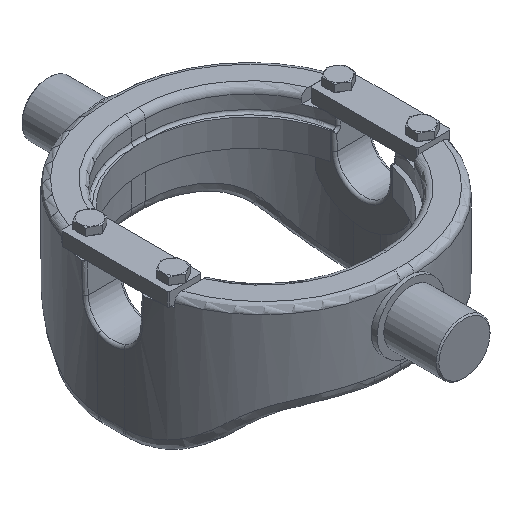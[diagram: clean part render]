
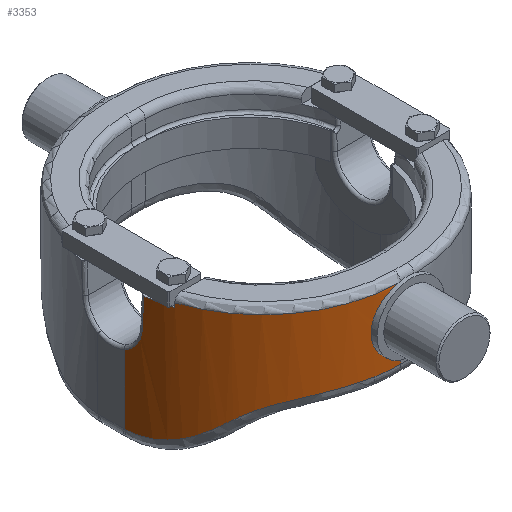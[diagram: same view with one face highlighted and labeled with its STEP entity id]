
A CAD part, isometric view. The second image highlights one B-rep face of the part: STEP entity #3353.
In plain terms, the highlighted cylindrical face has radius 102.5 mm (diameter 205 mm), a partial arc.
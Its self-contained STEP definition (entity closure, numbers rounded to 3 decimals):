
#414=B_SPLINE_CURVE_WITH_KNOTS('',3,(#4995,#4996,#4997,#4998,#4999,#5000,
#5001,#5002),.UNSPECIFIED.,.F.,.F.,(4,1,1,1,1,4),(0.,0.006,
0.009,0.012,0.017,0.023),
 .UNSPECIFIED.);
#415=B_SPLINE_CURVE_WITH_KNOTS('',3,(#5006,#5007,#5008,#5009,#5010,#5011,
#5012,#5013,#5014),.UNSPECIFIED.,.F.,.F.,(4,1,1,1,1,1,4),(0.,0.014,
0.021,0.029,0.043,0.05,
0.057),.UNSPECIFIED.);
#416=B_SPLINE_CURVE_WITH_KNOTS('',3,(#5018,#5019,#5020,#5021,#5022,#5023,
#5024,#5025,#5026,#5027),.UNSPECIFIED.,.F.,.F.,(4,1,1,1,1,1,1,4),(0.,0.01,
0.02,0.029,0.039,0.049,
0.059,0.078),.UNSPECIFIED.);
#417=B_SPLINE_CURVE_WITH_KNOTS('',3,(#5033,#5034,#5035,#5036,#5037,#5038,
#5039,#5040,#5041,#5042,#5043,#5044,#5045,#5046,#5047,#5048,#5049,#5050,
#5051),.UNSPECIFIED.,.F.,.F.,(4,1,1,1,1,1,1,1,1,1,1,1,1,1,1,1,4),(0.002,
0.006,0.01,0.014,0.019,
0.023,0.027,0.031,0.035,
0.039,0.043,0.048,0.052,
0.056,0.06,0.064,0.068),
 .UNSPECIFIED.);
#506=ELLIPSE('',#3596,2304.109,102.5);
#507=ELLIPSE('',#3597,133.405,102.5);
#556=LINE('',#4989,#708);
#557=LINE('',#5004,#709);
#558=LINE('',#5031,#710);
#708=VECTOR('',#4033,1000.);
#709=VECTOR('',#4038,1000.);
#710=VECTOR('',#4043,1000.);
#949=ORIENTED_EDGE('',*,*,#1885,.T.);
#950=ORIENTED_EDGE('',*,*,#1886,.T.);
#951=ORIENTED_EDGE('',*,*,#1887,.F.);
#952=ORIENTED_EDGE('',*,*,#1888,.T.);
#953=ORIENTED_EDGE('',*,*,#1889,.T.);
#954=ORIENTED_EDGE('',*,*,#1890,.F.);
#955=ORIENTED_EDGE('',*,*,#1891,.T.);
#956=ORIENTED_EDGE('',*,*,#1892,.T.);
#957=ORIENTED_EDGE('',*,*,#1893,.T.);
#958=ORIENTED_EDGE('',*,*,#1894,.T.);
#959=ORIENTED_EDGE('',*,*,#1895,.F.);
#960=ORIENTED_EDGE('',*,*,#1896,.F.);
#1885=EDGE_CURVE('',#2353,#2354,#2637,.T.);
#1886=EDGE_CURVE('',#2354,#2355,#556,.T.);
#1887=EDGE_CURVE('',#2356,#2355,#2638,.F.);
#1888=EDGE_CURVE('',#2356,#2357,#506,.T.);
#1889=EDGE_CURVE('',#2357,#2358,#414,.T.);
#1890=EDGE_CURVE('',#2359,#2358,#557,.F.);
#1891=EDGE_CURVE('',#2359,#2360,#415,.T.);
#1892=EDGE_CURVE('',#2360,#2361,#507,.F.);
#1893=EDGE_CURVE('',#2361,#2362,#416,.T.);
#1894=EDGE_CURVE('',#2362,#2363,#2639,.T.);
#1895=EDGE_CURVE('',#2364,#2363,#558,.T.);
#1896=EDGE_CURVE('',#2353,#2364,#417,.T.);
#2353=VERTEX_POINT('',#4987);
#2354=VERTEX_POINT('',#4988);
#2355=VERTEX_POINT('',#4990);
#2356=VERTEX_POINT('',#4992);
#2357=VERTEX_POINT('',#4994);
#2358=VERTEX_POINT('',#5003);
#2359=VERTEX_POINT('',#5005);
#2360=VERTEX_POINT('',#5015);
#2361=VERTEX_POINT('',#5017);
#2362=VERTEX_POINT('',#5028);
#2363=VERTEX_POINT('',#5030);
#2364=VERTEX_POINT('',#5032);
#2637=CIRCLE('',#3594,102.5);
#2638=CIRCLE('',#3595,102.5);
#2639=CIRCLE('',#3598,102.5);
#2812=EDGE_LOOP('',(#949,#950,#951,#952,#953,#954,#955,#956,#957,#958,#959,
#960));
#3053=FACE_BOUND('',#2812,.T.);
#3290=CYLINDRICAL_SURFACE('',#3593,102.5);
#3353=ADVANCED_FACE('',(#3053),#3290,.T.);
#3593=AXIS2_PLACEMENT_3D('',#4985,#4029,#4030);
#3594=AXIS2_PLACEMENT_3D('',#4986,#4031,#4032);
#3595=AXIS2_PLACEMENT_3D('',#4991,#4034,#4035);
#3596=AXIS2_PLACEMENT_3D('',#4993,#4036,#4037);
#3597=AXIS2_PLACEMENT_3D('',#5016,#4039,#4040);
#3598=AXIS2_PLACEMENT_3D('',#5029,#4041,#4042);
#4029=DIRECTION('',(0.,0.,-1.));
#4030=DIRECTION('',(-1.,0.,0.));
#4031=DIRECTION('',(0.,0.,-1.));
#4032=DIRECTION('',(-1.,0.,0.));
#4033=DIRECTION('',(0.,0.,-1.));
#4034=DIRECTION('',(0.,0.,-1.));
#4035=DIRECTION('',(-1.,0.,0.));
#4036=DIRECTION('',(0.,-0.999,-0.044));
#4037=DIRECTION('',(0.,0.044,-0.999));
#4038=DIRECTION('',(0.,0.,-1.));
#4039=DIRECTION('',(0.,-0.64,-0.768));
#4040=DIRECTION('',(0.,0.768,-0.64));
#4041=DIRECTION('',(0.,0.,1.));
#4042=DIRECTION('',(1.,0.,0.));
#4043=DIRECTION('',(0.,0.,-1.));
#4985=CARTESIAN_POINT('',(-5.,-10.,29.));
#4986=CARTESIAN_POINT('',(-5.,-10.,24.));
#4987=CARTESIAN_POINT('',(-7.,-112.48,24.));
#4988=CARTESIAN_POINT('',(-102.377,-42.,24.));
#4989=CARTESIAN_POINT('',(-102.377,-42.,29.));
#4990=CARTESIAN_POINT('',(-102.377,-42.,21.));
#4991=CARTESIAN_POINT('',(-5.,-10.,21.));
#4992=CARTESIAN_POINT('',(-106.647,-23.195,21.));
#4993=CARTESIAN_POINT('',(-5.,-10.,-275.325));
#4994=CARTESIAN_POINT('',(-106.769,-22.217,-0.96));
#4995=CARTESIAN_POINT('',(-106.769,-22.217,-0.96));
#4996=CARTESIAN_POINT('',(-106.78,-22.13,-2.925));
#4997=CARTESIAN_POINT('',(-106.844,-21.611,-5.781));
#4998=CARTESIAN_POINT('',(-107.,-20.141,-9.44));
#4999=CARTESIAN_POINT('',(-107.178,-18.231,-12.805));
#5000=CARTESIAN_POINT('',(-107.41,-14.993,-16.534));
#5001=CARTESIAN_POINT('',(-107.5,-11.759,-18.716));
#5002=CARTESIAN_POINT('',(-107.5,-10.,-19.596));
#5003=CARTESIAN_POINT('',(-107.5,-10.,-19.596));
#5004=CARTESIAN_POINT('',(-107.5,-10.,29.));
#5005=CARTESIAN_POINT('',(-107.5,-10.,-70.988));
#5006=CARTESIAN_POINT('',(-107.5,-10.,-70.988));
#5007=CARTESIAN_POINT('',(-107.5,-14.839,-70.909));
#5008=CARTESIAN_POINT('',(-106.99,-21.944,-70.186));
#5009=CARTESIAN_POINT('',(-105.372,-31.168,-68.071));
#5010=CARTESIAN_POINT('',(-103.157,-40.128,-65.197));
#5011=CARTESIAN_POINT('',(-100.214,-48.365,-61.347));
#5012=CARTESIAN_POINT('',(-96.677,-55.98,-56.53));
#5013=CARTESIAN_POINT('',(-94.777,-59.499,-53.85));
#5014=CARTESIAN_POINT('',(-93.799,-61.196,-52.436));
#5015=CARTESIAN_POINT('',(-93.799,-61.196,-52.436));
#5016=CARTESIAN_POINT('',(-5.,-10.,-95.083));
#5017=CARTESIAN_POINT('',(-85.531,-73.412,-42.26));
#5018=CARTESIAN_POINT('',(-85.531,-73.412,-42.26));
#5019=CARTESIAN_POINT('',(-83.846,-75.551,-40.478));
#5020=CARTESIAN_POINT('',(-80.123,-79.92,-37.405));
#5021=CARTESIAN_POINT('',(-73.692,-86.267,-34.11));
#5022=CARTESIAN_POINT('',(-66.351,-92.296,-31.828));
#5023=CARTESIAN_POINT('',(-58.488,-97.61,-30.408));
#5024=CARTESIAN_POINT('',(-50.039,-102.245,-29.576));
#5025=CARTESIAN_POINT('',(-38.169,-107.358,-29.03));
#5026=CARTESIAN_POINT('',(-28.895,-109.886,-29.));
#5027=CARTESIAN_POINT('',(-22.516,-110.992,-29.));
#5028=CARTESIAN_POINT('',(-22.516,-110.992,-29.));
#5029=CARTESIAN_POINT('',(-5.,-10.,-29.));
#5030=CARTESIAN_POINT('',(-5.,-112.5,-29.));
#5031=CARTESIAN_POINT('',(-5.,-112.5,29.));
#5032=CARTESIAN_POINT('',(-5.,-112.5,-24.495));
#5033=CARTESIAN_POINT('',(-7.,-112.48,24.));
#5034=CARTESIAN_POINT('',(-8.329,-112.455,23.612));
#5035=CARTESIAN_POINT('',(-10.9,-112.353,22.627));
#5036=CARTESIAN_POINT('',(-14.524,-112.076,20.489));
#5037=CARTESIAN_POINT('',(-17.676,-111.727,17.841));
#5038=CARTESIAN_POINT('',(-20.402,-111.346,14.646));
#5039=CARTESIAN_POINT('',(-22.52,-110.997,11.119));
#5040=CARTESIAN_POINT('',(-24.06,-110.715,7.203));
#5041=CARTESIAN_POINT('',(-24.915,-110.547,3.168));
#5042=CARTESIAN_POINT('',(-25.094,-110.511,-1.046));
#5043=CARTESIAN_POINT('',(-24.583,-110.613,-5.144));
#5044=CARTESIAN_POINT('',(-23.378,-110.843,-9.178));
#5045=CARTESIAN_POINT('',(-21.562,-111.161,-12.878));
#5046=CARTESIAN_POINT('',(-19.115,-111.535,-16.29));
#5047=CARTESIAN_POINT('',(-16.198,-111.903,-19.193));
#5048=CARTESIAN_POINT('',(-12.772,-112.226,-21.626));
#5049=CARTESIAN_POINT('',(-9.056,-112.444,-23.424));
#5050=CARTESIAN_POINT('',(-6.372,-112.5,-24.215));
#5051=CARTESIAN_POINT('',(-5.,-112.5,-24.495));
